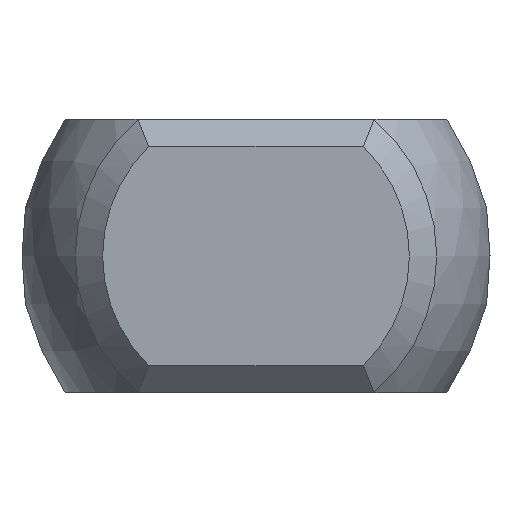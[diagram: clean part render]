
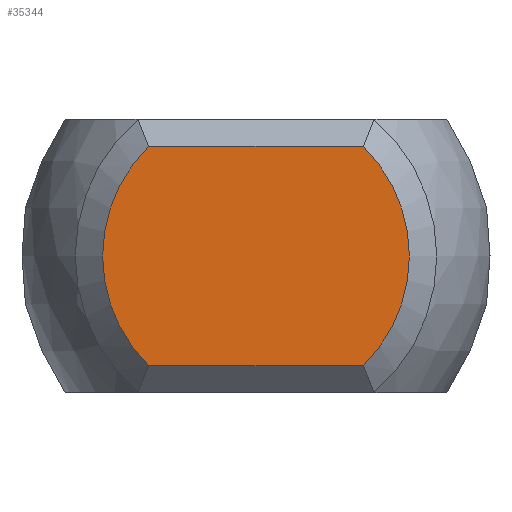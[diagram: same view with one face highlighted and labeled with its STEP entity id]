
A CAD part, left-side view. The second image highlights one B-rep face of the part: STEP entity #35344.
In plain terms, the highlighted planar face has unit normal (-1, 0, 0).
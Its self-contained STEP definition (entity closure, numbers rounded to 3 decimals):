
#32506 = PLANE('',#32507);
#32507 = AXIS2_PLACEMENT_3D('',#32508,#32509,#32510);
#32508 = CARTESIAN_POINT('',(-52.875,3.125,2.25));
#32509 = DIRECTION('',(0.707,0.,-0.707));
#32510 = DIRECTION('',(-0.707,0.,-0.707));
#34693 = EDGE_CURVE('',#34694,#34696,#34698,.T.);
#34694 = VERTEX_POINT('',#34695);
#34695 = CARTESIAN_POINT('',(-53.125,-1.96,-2.));
#34696 = VERTEX_POINT('',#34697);
#34697 = CARTESIAN_POINT('',(-53.125,-1.96,2.));
#34698 = SURFACE_CURVE('',#34699,(#34704,#34716),.PCURVE_S1.);
#34699 = CIRCLE('',#34700,2.8);
#34700 = AXIS2_PLACEMENT_3D('',#34701,#34702,#34703);
#34701 = CARTESIAN_POINT('',(-53.125,0.,0.));
#34702 = DIRECTION('',(-1.,0.,0.));
#34703 = DIRECTION('',(0.,-1.,0.));
#34704 = PCURVE('',#34705,#34710);
#34705 = CONICAL_SURFACE('',#34706,3.05,0.785);
#34706 = AXIS2_PLACEMENT_3D('',#34707,#34708,#34709);
#34707 = CARTESIAN_POINT('',(-52.875,0.,0.));
#34708 = DIRECTION('',(1.,0.,0.));
#34709 = DIRECTION('',(0.,-1.,0.));
#34710 = DEFINITIONAL_REPRESENTATION('',(#34711),#34715);
#34711 = LINE('',#34712,#34713);
#34712 = CARTESIAN_POINT('',(6.283,-0.25));
#34713 = VECTOR('',#34714,1.);
#34714 = DIRECTION('',(-1.,0.));
#34715 = ( GEOMETRIC_REPRESENTATION_CONTEXT(2) 
PARAMETRIC_REPRESENTATION_CONTEXT() REPRESENTATION_CONTEXT('2D SPACE',''
  ) );
#34716 = PCURVE('',#34717,#34722);
#34717 = PLANE('',#34718);
#34718 = AXIS2_PLACEMENT_3D('',#34719,#34720,#34721);
#34719 = CARTESIAN_POINT('',(-53.125,0.,0.));
#34720 = DIRECTION('',(1.,0.,0.));
#34721 = DIRECTION('',(0.,0.,-1.));
#34722 = DEFINITIONAL_REPRESENTATION('',(#34723),#34731);
#34723 = ( BOUNDED_CURVE() B_SPLINE_CURVE(2,(#34724,#34725,#34726,#34727
    ,#34728,#34729,#34730),.UNSPECIFIED.,.T.,.F.) 
B_SPLINE_CURVE_WITH_KNOTS((1,2,2,2,2,1),(-2.094,0.,
    2.094,4.189,6.283,8.378),
.UNSPECIFIED.) CURVE() GEOMETRIC_REPRESENTATION_ITEM() 
RATIONAL_B_SPLINE_CURVE((1.,0.5,1.,0.5,1.,0.5,1.)) REPRESENTATION_ITEM(
  '') );
#34724 = CARTESIAN_POINT('',(0.,-2.8));
#34725 = CARTESIAN_POINT('',(-4.85,-2.8));
#34726 = CARTESIAN_POINT('',(-2.425,1.4));
#34727 = CARTESIAN_POINT('',(0.,5.6));
#34728 = CARTESIAN_POINT('',(2.425,1.4));
#34729 = CARTESIAN_POINT('',(4.85,-2.8));
#34730 = CARTESIAN_POINT('',(0.,-2.8));
#34731 = ( GEOMETRIC_REPRESENTATION_CONTEXT(2) 
PARAMETRIC_REPRESENTATION_CONTEXT() REPRESENTATION_CONTEXT('2D SPACE',''
  ) );
#34749 = PLANE('',#34750);
#34750 = AXIS2_PLACEMENT_3D('',#34751,#34752,#34753);
#34751 = CARTESIAN_POINT('',(-52.875,-3.125,-2.25));
#34752 = DIRECTION('',(0.707,0.,0.707)
  );
#34753 = DIRECTION('',(0.707,0.,-0.707));
#34809 = EDGE_CURVE('',#34696,#34810,#34812,.T.);
#34810 = VERTEX_POINT('',#34811);
#34811 = CARTESIAN_POINT('',(-53.125,1.96,2.));
#34812 = SURFACE_CURVE('',#34813,(#34817,#34824),.PCURVE_S1.);
#34813 = LINE('',#34814,#34815);
#34814 = CARTESIAN_POINT('',(-53.125,3.125,2.));
#34815 = VECTOR('',#34816,1.);
#34816 = DIRECTION('',(0.,1.,0.));
#34817 = PCURVE('',#32506,#34818);
#34818 = DEFINITIONAL_REPRESENTATION('',(#34819),#34823);
#34819 = LINE('',#34820,#34821);
#34820 = CARTESIAN_POINT('',(0.354,0.));
#34821 = VECTOR('',#34822,1.);
#34822 = DIRECTION('',(0.,1.));
#34823 = ( GEOMETRIC_REPRESENTATION_CONTEXT(2) 
PARAMETRIC_REPRESENTATION_CONTEXT() REPRESENTATION_CONTEXT('2D SPACE',''
  ) );
#34824 = PCURVE('',#34717,#34825);
#34825 = DEFINITIONAL_REPRESENTATION('',(#34826),#34830);
#34826 = LINE('',#34827,#34828);
#34827 = CARTESIAN_POINT('',(-2.,3.125));
#34828 = VECTOR('',#34829,1.);
#34829 = DIRECTION('',(0.,1.));
#34830 = ( GEOMETRIC_REPRESENTATION_CONTEXT(2) 
PARAMETRIC_REPRESENTATION_CONTEXT() REPRESENTATION_CONTEXT('2D SPACE',''
  ) );
#34850 = CONICAL_SURFACE('',#34851,3.05,0.785);
#34851 = AXIS2_PLACEMENT_3D('',#34852,#34853,#34854);
#34852 = CARTESIAN_POINT('',(-52.875,0.,0.));
#34853 = DIRECTION('',(1.,0.,0.));
#34854 = DIRECTION('',(-0.,1.,0.));
#34864 = EDGE_CURVE('',#34810,#34865,#34867,.T.);
#34865 = VERTEX_POINT('',#34866);
#34866 = CARTESIAN_POINT('',(-53.125,1.96,-2.));
#34867 = SURFACE_CURVE('',#34868,(#34873,#34880),.PCURVE_S1.);
#34868 = CIRCLE('',#34869,2.8);
#34869 = AXIS2_PLACEMENT_3D('',#34870,#34871,#34872);
#34870 = CARTESIAN_POINT('',(-53.125,0.,0.));
#34871 = DIRECTION('',(-1.,0.,0.));
#34872 = DIRECTION('',(0.,1.,0.));
#34873 = PCURVE('',#34850,#34874);
#34874 = DEFINITIONAL_REPRESENTATION('',(#34875),#34879);
#34875 = LINE('',#34876,#34877);
#34876 = CARTESIAN_POINT('',(6.283,-0.25));
#34877 = VECTOR('',#34878,1.);
#34878 = DIRECTION('',(-1.,0.));
#34879 = ( GEOMETRIC_REPRESENTATION_CONTEXT(2) 
PARAMETRIC_REPRESENTATION_CONTEXT() REPRESENTATION_CONTEXT('2D SPACE',''
  ) );
#34880 = PCURVE('',#34717,#34881);
#34881 = DEFINITIONAL_REPRESENTATION('',(#34882),#34890);
#34882 = ( BOUNDED_CURVE() B_SPLINE_CURVE(2,(#34883,#34884,#34885,#34886
    ,#34887,#34888,#34889),.UNSPECIFIED.,.T.,.F.) 
B_SPLINE_CURVE_WITH_KNOTS((1,2,2,2,2,1),(-2.094,0.,
    2.094,4.189,6.283,8.378),
.UNSPECIFIED.) CURVE() GEOMETRIC_REPRESENTATION_ITEM() 
RATIONAL_B_SPLINE_CURVE((1.,0.5,1.,0.5,1.,0.5,1.)) REPRESENTATION_ITEM(
  '') );
#34883 = CARTESIAN_POINT('',(0.,2.8));
#34884 = CARTESIAN_POINT('',(4.85,2.8));
#34885 = CARTESIAN_POINT('',(2.425,-1.4));
#34886 = CARTESIAN_POINT('',(0.,-5.6));
#34887 = CARTESIAN_POINT('',(-2.425,-1.4));
#34888 = CARTESIAN_POINT('',(-4.85,2.8));
#34889 = CARTESIAN_POINT('',(0.,2.8));
#34890 = ( GEOMETRIC_REPRESENTATION_CONTEXT(2) 
PARAMETRIC_REPRESENTATION_CONTEXT() REPRESENTATION_CONTEXT('2D SPACE',''
  ) );
#34964 = EDGE_CURVE('',#34865,#34694,#34965,.T.);
#34965 = SURFACE_CURVE('',#34966,(#34970,#34977),.PCURVE_S1.);
#34966 = LINE('',#34967,#34968);
#34967 = CARTESIAN_POINT('',(-53.125,-3.125,-2.));
#34968 = VECTOR('',#34969,1.);
#34969 = DIRECTION('',(0.,-1.,0.));
#34970 = PCURVE('',#34749,#34971);
#34971 = DEFINITIONAL_REPRESENTATION('',(#34972),#34976);
#34972 = LINE('',#34973,#34974);
#34973 = CARTESIAN_POINT('',(-0.354,0.));
#34974 = VECTOR('',#34975,1.);
#34975 = DIRECTION('',(0.,-1.));
#34976 = ( GEOMETRIC_REPRESENTATION_CONTEXT(2) 
PARAMETRIC_REPRESENTATION_CONTEXT() REPRESENTATION_CONTEXT('2D SPACE',''
  ) );
#34977 = PCURVE('',#34717,#34978);
#34978 = DEFINITIONAL_REPRESENTATION('',(#34979),#34983);
#34979 = LINE('',#34980,#34981);
#34980 = CARTESIAN_POINT('',(2.,-3.125));
#34981 = VECTOR('',#34982,1.);
#34982 = DIRECTION('',(0.,-1.));
#34983 = ( GEOMETRIC_REPRESENTATION_CONTEXT(2) 
PARAMETRIC_REPRESENTATION_CONTEXT() REPRESENTATION_CONTEXT('2D SPACE',''
  ) );
#35344 = ADVANCED_FACE('',(#35345),#34717,.F.);
#35345 = FACE_BOUND('',#35346,.T.);
#35346 = EDGE_LOOP('',(#35347,#35348,#35349,#35350));
#35347 = ORIENTED_EDGE('',*,*,#34693,.T.);
#35348 = ORIENTED_EDGE('',*,*,#34809,.T.);
#35349 = ORIENTED_EDGE('',*,*,#34864,.T.);
#35350 = ORIENTED_EDGE('',*,*,#34964,.T.);
